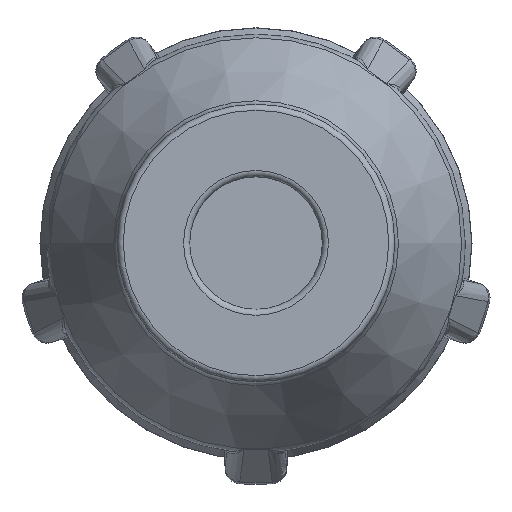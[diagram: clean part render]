
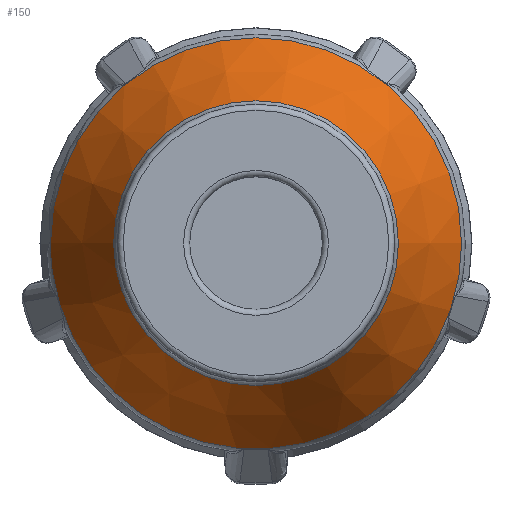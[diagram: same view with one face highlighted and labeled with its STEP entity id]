
A CAD part, top view. The second image highlights one B-rep face of the part: STEP entity #150.
In plain terms, the highlighted conical face has half-angle 28.531 degrees and reference radius 17.684 mm.
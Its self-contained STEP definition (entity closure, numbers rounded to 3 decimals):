
#150 = ADVANCED_FACE( '', ( #403, #404 ), #405, .T. );
#403 = FACE_BOUND( '', #934, .T. );
#404 = FACE_OUTER_BOUND( '', #935, .T. );
#405 = CONICAL_SURFACE( '', #936, 17.684, 0.498 );
#934 = EDGE_LOOP( '', ( #5308 ) );
#935 = EDGE_LOOP( '', ( #5309 ) );
#936 = AXIS2_PLACEMENT_3D( '', #5310, #5311, #5312 );
#5308 = ORIENTED_EDGE( '', *, *, #6022, .T. );
#5309 = ORIENTED_EDGE( '', *, *, #6033, .T. );
#5310 = CARTESIAN_POINT( '', ( 0., 0., 20.276 ) );
#5311 = DIRECTION( '', ( 0., 0., -1. ) );
#5312 = DIRECTION( '', ( -1., 0., 0. ) );
#6022 = EDGE_CURVE( '', #6379, #6379, #6380, .T. );
#6033 = EDGE_CURVE( '', #6396, #6396, #6397, .T. );
#6379 = VERTEX_POINT( '', #7006 );
#6380 = CIRCLE( '', #7007, 11.804 );
#6396 = VERTEX_POINT( '', #7077 );
#6397 = CIRCLE( '', #7078, 17.042 );
#7006 = CARTESIAN_POINT( '', ( -11.804, 0., 31.093 ) );
#7007 = AXIS2_PLACEMENT_3D( '', #9599, #9600, #9601 );
#7077 = CARTESIAN_POINT( '', ( 17.042, 0., 21.457 ) );
#7078 = AXIS2_PLACEMENT_3D( '', #9613, #9614, #9615 );
#9599 = CARTESIAN_POINT( '', ( 0., 0., 31.093 ) );
#9600 = DIRECTION( '', ( 0., 0., -1. ) );
#9601 = DIRECTION( '', ( -1., 0., 0. ) );
#9613 = CARTESIAN_POINT( '', ( 0., 0., 21.457 ) );
#9614 = DIRECTION( '', ( 0., 0., 1. ) );
#9615 = DIRECTION( '', ( 1., 0., 0. ) );
